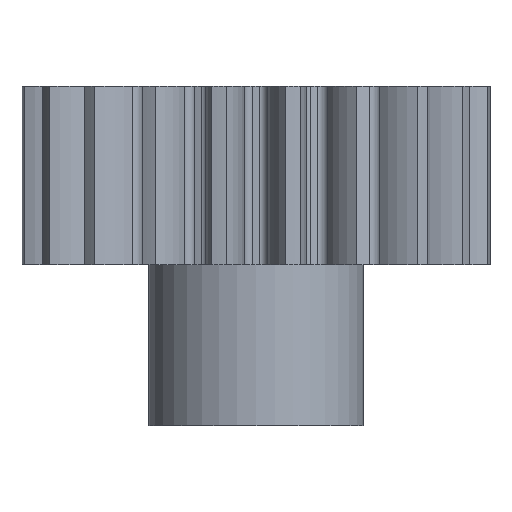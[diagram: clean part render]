
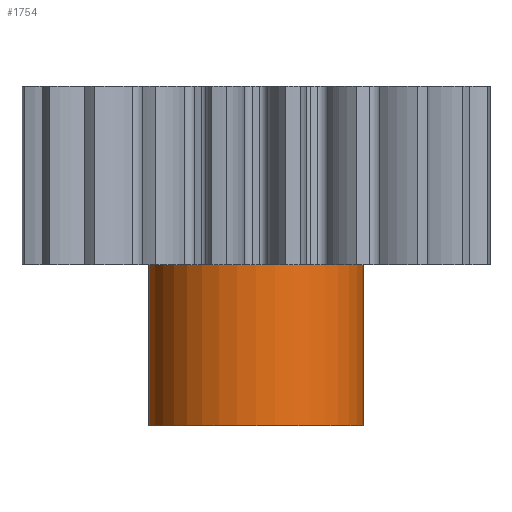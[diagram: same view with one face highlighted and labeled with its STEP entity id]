
A CAD part, front view. The second image highlights one B-rep face of the part: STEP entity #1754.
In plain terms, the highlighted cylindrical face has radius 6 mm (diameter 12 mm), a partial arc.
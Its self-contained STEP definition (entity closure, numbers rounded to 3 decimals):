
#279 = VERTEX_POINT ( 'NONE', #2349 ) ;
#283 = VERTEX_POINT ( 'NONE', #2314 ) ;
#284 = VERTEX_POINT ( 'NONE', #2353 ) ;
#328 = VERTEX_POINT ( 'NONE', #2256 ) ;
#330 = EDGE_CURVE ( 'NONE', #283, #279, #2330, .T. ) ;
#337 = EDGE_CURVE ( 'NONE', #328, #284, #2513, .T. ) ;
#1620 = EDGE_LOOP ( 'NONE', ( #1756, #1758, #1705, #1621 ) ) ;
#1621 = ORIENTED_EDGE ( 'NONE', *, *, #1755, .T. ) ;
#1705 = ORIENTED_EDGE ( 'NONE', *, *, #337, .T. ) ;
#1753 = EDGE_CURVE ( 'NONE', #283, #328, #4801, .T. ) ;
#1754 = ADVANCED_FACE ( 'NONE', ( #4853 ), #4777, .T. ) ;
#1755 = EDGE_CURVE ( 'NONE', #284, #279, #4772, .T. ) ;
#1756 = ORIENTED_EDGE ( 'NONE', *, *, #330, .F. ) ;
#1758 = ORIENTED_EDGE ( 'NONE', *, *, #1753, .T. ) ;
#2256 = CARTESIAN_POINT ( 'NONE',  ( 6., 0., -9. ) ) ;
#2283 = DIRECTION ( 'NONE',  ( 0., 0., 1. ) ) ;
#2290 = VECTOR ( 'NONE', #2283, 1000. ) ;
#2314 = CARTESIAN_POINT ( 'NONE',  ( -6., 0., -9. ) ) ;
#2329 = CARTESIAN_POINT ( 'NONE',  ( -6., 0., -9. ) ) ;
#2330 = LINE ( 'NONE', #2329, #2290 ) ;
#2349 = CARTESIAN_POINT ( 'NONE',  ( -6., 0., 1.5 ) ) ;
#2353 = CARTESIAN_POINT ( 'NONE',  ( 6., 0., 1.5 ) ) ;
#2397 = VECTOR ( 'NONE', #2536, 1000. ) ;
#2458 = CARTESIAN_POINT ( 'NONE',  ( 6., 0., -9. ) ) ;
#2513 = LINE ( 'NONE', #2458, #2397 ) ;
#2536 = DIRECTION ( 'NONE',  ( 0., 0., 1. ) ) ;
#4747 = DIRECTION ( 'NONE',  ( -1., 0., 0. ) ) ;
#4748 = AXIS2_PLACEMENT_3D ( 'NONE', #4845, #4851, #4747 ) ;
#4772 = CIRCLE ( 'NONE', #4748, 6. ) ;
#4777 = CYLINDRICAL_SURFACE ( 'NONE', #4850, 6. ) ;
#4795 = AXIS2_PLACEMENT_3D ( 'NONE', #4856, #4855, #4854 ) ;
#4801 = CIRCLE ( 'NONE', #4795, 6. ) ;
#4802 = CARTESIAN_POINT ( 'NONE',  ( 0., 0., -9. ) ) ;
#4845 = CARTESIAN_POINT ( 'NONE',  ( 0., 0., 1.5 ) ) ;
#4848 = DIRECTION ( 'NONE',  ( 1., 0., 0. ) ) ;
#4849 = DIRECTION ( 'NONE',  ( 0., 0., 1. ) ) ;
#4850 = AXIS2_PLACEMENT_3D ( 'NONE', #4802, #4849, #4848 ) ;
#4851 = DIRECTION ( 'NONE',  ( 0., 0., -1. ) ) ;
#4853 = FACE_OUTER_BOUND ( 'NONE', #1620, .T. ) ;
#4854 = DIRECTION ( 'NONE',  ( 1., 0., 0. ) ) ;
#4855 = DIRECTION ( 'NONE',  ( 0., 0., 1. ) ) ;
#4856 = CARTESIAN_POINT ( 'NONE',  ( 0., 0., -9. ) ) ;
